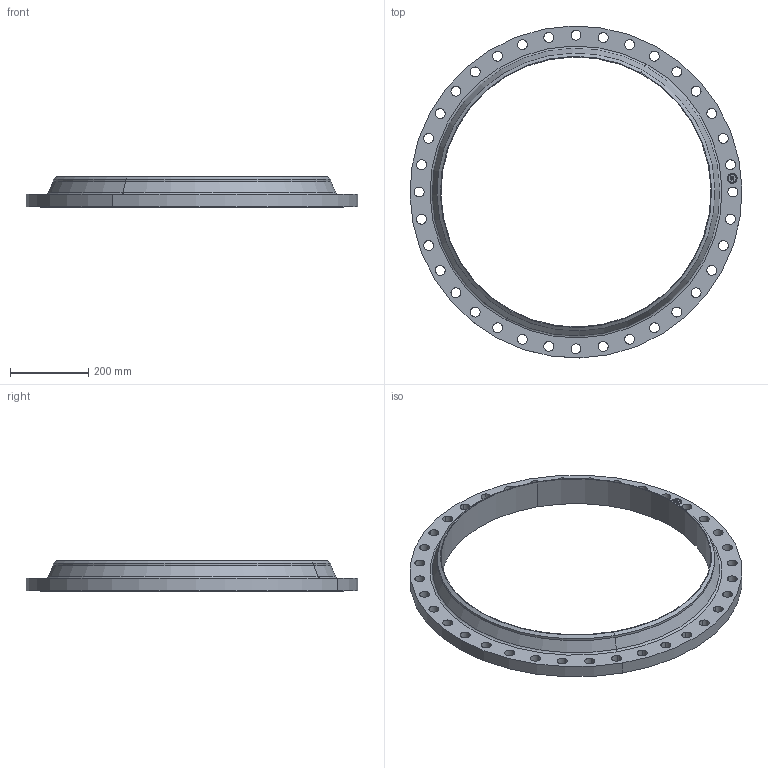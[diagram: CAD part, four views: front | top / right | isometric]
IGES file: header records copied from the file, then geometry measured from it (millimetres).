
Start section: START RECORD GO HERE.
Global section: file name: 28-75-RF-WN-STD-BCIS-FLANGE.igs; native system: DASSAULT SYSTEMES CATIA V5 R20 - www.3ds.com; preprocessor: CATIA Version 5 Release 20 SP 7 ; author: SteveRoemish; organization: ROE7; date: 20141220.210910; units: inch
Bounding box: 850.66 x 850.66 x 77.79 mm (x, y, z)
Volume: 7098910.8 mm3; surface area: 761306 mm2
Topology: 1 solids, 1 shells, 475 faces, 1428 edges, 938 vertices
Faces by surface type: plane 369, revolution 106
